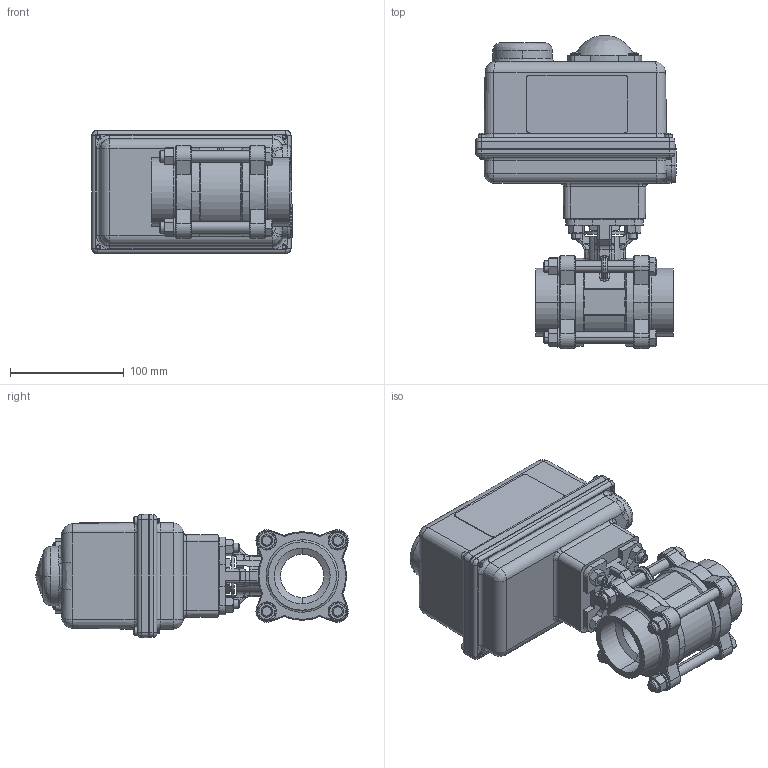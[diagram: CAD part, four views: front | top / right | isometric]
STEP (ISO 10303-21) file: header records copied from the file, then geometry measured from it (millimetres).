
FILE_DESCRIPTION (( 'STEP AP203' ), '1' );
FILE_NAME ('8700-150F_ER-3.STEP', '2017-11-14T14:01:58', ( '' ), ( '' ), 'SwSTEP 2.0', 'SolidWorks 2014', '' );
FILE_SCHEMA (( 'CONFIG_CONTROL_DESIGN' ));
Length unit declared in the file: inch
Products named in the file (1): 8700-150F_ER-3
Bounding box: 176.31 x 274.66 x 108.29 mm (x, y, z)
Surface area: 181491.1 mm2 (no closed solid volume)
Topology: 0 solids, 31 shells, 1009 faces, 3048 edges, 2045 vertices
Faces by surface type: plane 362, cylinder 287, bspline 198, cone 162
Entity records: 55853 total; most frequent: CARTESIAN_POINT 31628, ORIENTED_EDGE 5227, DIRECTION 4255, EDGE_CURVE 3040, VERTEX_POINT 2045, AXIS2_PLACEMENT_3D 1556, VECTOR 1143, LINE 1143
